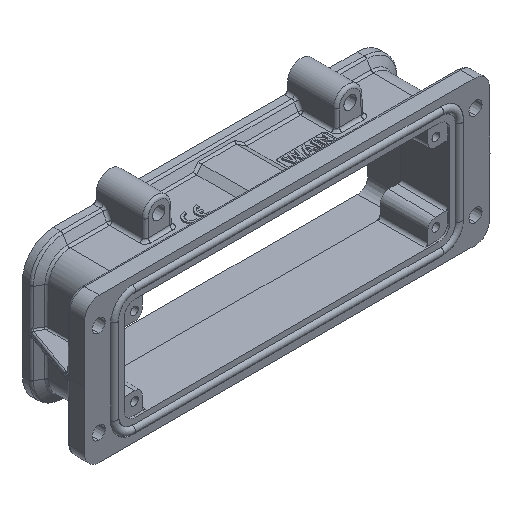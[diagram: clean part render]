
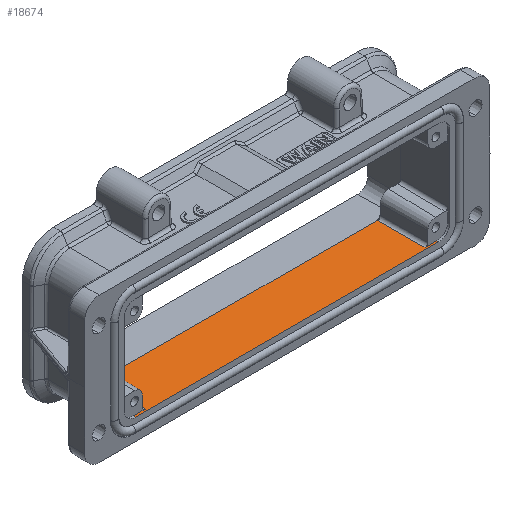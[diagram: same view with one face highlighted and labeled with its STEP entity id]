
A CAD part, isometric view. The second image highlights one B-rep face of the part: STEP entity #18674.
In plain terms, the highlighted planar face has unit normal (0, -0.018, 1).
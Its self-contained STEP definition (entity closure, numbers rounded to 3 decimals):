
#5556=CARTESIAN_POINT('',(-48.272,-16.1,-17.681));
#5558=DIRECTION('',(-1.,0.,0.));
#5559=VECTOR('',#5558,4.128);
#5560=CARTESIAN_POINT('',(-48.272,-16.1,-17.681));
#5561=LINE('',#5560,#5559);
#5593=DIRECTION('',(0.,-1.,-0.017));
#5594=VECTOR('',#5593,0.7);
#5595=CARTESIAN_POINT('',(-52.4,-16.1,-17.681));
#5596=LINE('',#5595,#5594);
#5601=DIRECTION('',(0.026,1.,0.017));
#5602=VECTOR('',#5601,16.108);
#5603=CARTESIAN_POINT('',(-48.272,-16.1,-17.681));
#5604=LINE('',#5603,#5602);
#5605=DIRECTION('',(1.,0.,0.));
#5606=VECTOR('',#5605,95.7);
#5607=CARTESIAN_POINT('',(-47.85,0.,
-17.4));
#5608=LINE('',#5607,#5606);
#5609=DIRECTION('',(0.026,-1.,-0.017));
#5610=VECTOR('',#5609,16.108);
#5611=CARTESIAN_POINT('',(47.85,0.,
-17.4));
#5612=LINE('',#5611,#5610);
#5613=DIRECTION('',(1.,0.,0.));
#5614=VECTOR('',#5613,4.128);
#5615=CARTESIAN_POINT('',(48.272,-16.1,-17.681));
#5616=LINE('',#5615,#5614);
#5617=DIRECTION('',(-1.,0.,0.));
#5618=VECTOR('',#5617,104.8);
#5619=CARTESIAN_POINT('',(52.4,-16.8,-17.693));
#5620=LINE('',#5619,#5618);
#5753=DIRECTION('',(0.,1.,0.017));
#5754=VECTOR('',#5753,0.7);
#5755=CARTESIAN_POINT('',(52.4,-16.8,-17.693));
#5756=LINE('',#5755,#5754);
#8985=CARTESIAN_POINT('',(-47.85,0.,
-17.4));
#8986=VERTEX_POINT('',#8985);
#9005=VERTEX_POINT('',#5556);
#9006=CARTESIAN_POINT('',(-52.4,-16.1,-17.681));
#9007=VERTEX_POINT('',#9006);
#9020=CARTESIAN_POINT('',(-52.4,-16.8,-17.693));
#9021=VERTEX_POINT('',#9020);
#9022=CARTESIAN_POINT('',(47.85,0.,
-17.4));
#9023=VERTEX_POINT('',#9022);
#9024=CARTESIAN_POINT('',(48.272,-16.1,-17.681));
#9025=VERTEX_POINT('',#9024);
#9026=CARTESIAN_POINT('',(52.4,-16.1,-17.681));
#9027=VERTEX_POINT('',#9026);
#9028=CARTESIAN_POINT('',(52.4,-16.8,-17.693));
#9029=VERTEX_POINT('',#9028);
#18653=CARTESIAN_POINT('',(0.,-8.4,-17.547));
#18654=DIRECTION('',(0.,-0.017,1.));
#18655=DIRECTION('',(1.,0.,0.));
#18656=AXIS2_PLACEMENT_3D('',#18653,#18654,#18655);
#18657=PLANE('',#18656);
#18659=ORIENTED_EDGE('',*,*,#18658,.T.);
#18661=ORIENTED_EDGE('',*,*,#18660,.T.);
#18663=ORIENTED_EDGE('',*,*,#18662,.T.);
#18665=ORIENTED_EDGE('',*,*,#18664,.T.);
#18667=ORIENTED_EDGE('',*,*,#18666,.F.);
#18669=ORIENTED_EDGE('',*,*,#18668,.T.);
#18670=ORIENTED_EDGE('',*,*,#18644,.F.);
#18671=ORIENTED_EDGE('',*,*,#18605,.F.);
#18672=EDGE_LOOP('',(#18659,#18661,#18663,#18665,#18667,#18669,#18670,#18671));
#18673=FACE_OUTER_BOUND('',#18672,.F.);
#18674=ADVANCED_FACE('',(#18673),#18657,.T.);
#18605=EDGE_CURVE('',#9005,#9007,#5561,.T.);
#18644=EDGE_CURVE('',#9007,#9021,#5596,.T.);
#18658=EDGE_CURVE('',#9005,#8986,#5604,.T.);
#18660=EDGE_CURVE('',#8986,#9023,#5608,.T.);
#18662=EDGE_CURVE('',#9023,#9025,#5612,.T.);
#18664=EDGE_CURVE('',#9025,#9027,#5616,.T.);
#18666=EDGE_CURVE('',#9029,#9027,#5756,.T.);
#18668=EDGE_CURVE('',#9029,#9021,#5620,.T.);
